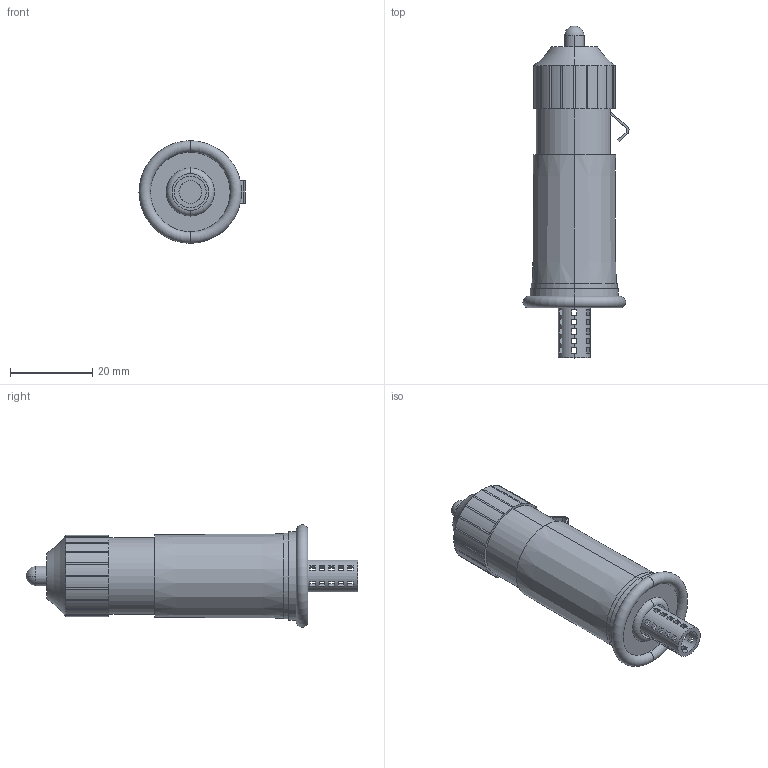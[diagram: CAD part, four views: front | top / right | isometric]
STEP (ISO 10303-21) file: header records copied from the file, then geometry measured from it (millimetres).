
FILE_DESCRIPTION (( 'STEP AP214' ), '1' );
FILE_NAME ('ZA1010.STEP', '2020-02-11T20:58:06', ( '' ), ( '' ), 'SwSTEP 2.0', 'SolidWorks 2017', '' );
FILE_SCHEMA (( 'AUTOMOTIVE_DESIGN' ));
Length unit declared in the file: millimetre
Products named in the file (1): ZA1010
Bounding box: 25.81 x 80.8 x 24.99 mm (x, y, z)
Volume: 19336.6 mm3; surface area: 6663.5 mm2
Topology: 4 solids, 4 shells, 236 faces, 711 edges, 472 vertices
Faces by surface type: plane 152, cylinder 74, torus 6, sphere 2, cone 2
Entity records: 8419 total; most frequent: CARTESIAN_POINT 1602, DIRECTION 1462, ORIENTED_EDGE 1418, EDGE_CURVE 709, AXIS2_PLACEMENT_3D 542, VERTEX_POINT 472, VECTOR 378, LINE 378
